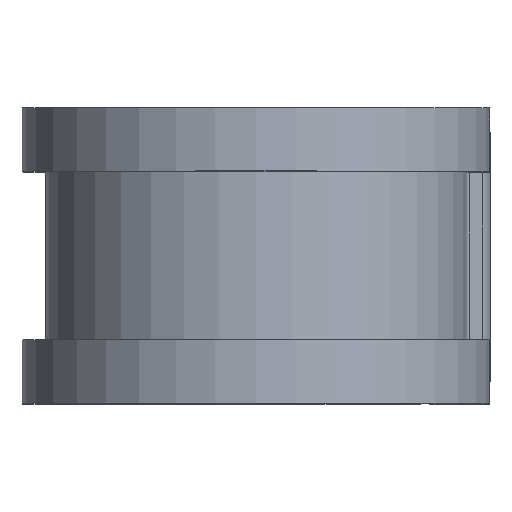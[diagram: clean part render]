
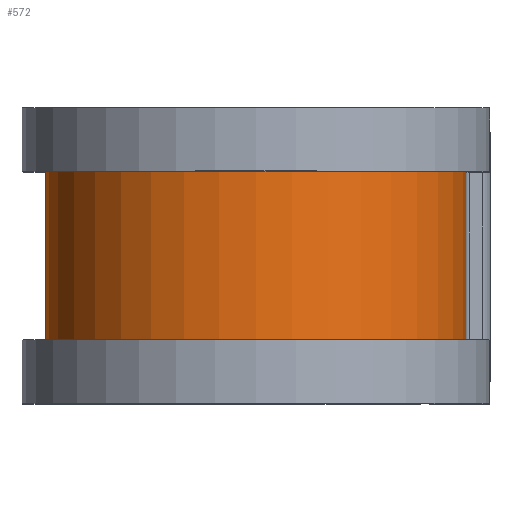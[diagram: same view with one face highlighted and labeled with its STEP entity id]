
A CAD part, top view. The second image highlights one B-rep face of the part: STEP entity #572.
In plain terms, the highlighted cylindrical face has radius 13.449 mm (diameter 26.899 mm), a partial arc.
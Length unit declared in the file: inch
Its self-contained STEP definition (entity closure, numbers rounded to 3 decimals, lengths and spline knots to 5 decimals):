
#73 = CARTESIAN_POINT ( 'NONE',  ( 0.5295, -0.2125, 0.875 ) ) ;
#95 = CARTESIAN_POINT ( 'NONE',  ( -0.5295, 0.3125, 0.875 ) ) ;
#103 = DIRECTION ( 'NONE',  ( 0., -1., 0. ) ) ;
#149 = AXIS2_PLACEMENT_3D ( 'NONE', #922, #1423, #420 ) ;
#173 = CARTESIAN_POINT ( 'NONE',  ( 0., -0.2125, 0.875 ) ) ;
#271 = CIRCLE ( 'NONE', #1740, 0.5295 ) ;
#335 = EDGE_CURVE ( 'NONE', #1549, #1672, #1422, .T. ) ;
#342 = DIRECTION ( 'NONE',  ( 0., 0., -1. ) ) ;
#420 = DIRECTION ( 'NONE',  ( 0., 0., -1. ) ) ;
#421 = CYLINDRICAL_SURFACE ( 'NONE', #149, 0.5295 ) ;
#484 = CARTESIAN_POINT ( 'NONE',  ( 0.5295, 0.2125, 0.875 ) ) ;
#511 = VECTOR ( 'NONE', #694, 39.37008 ) ;
#572 = ADVANCED_FACE ( 'NONE', ( #1313 ), #421, .T. ) ;
#694 = DIRECTION ( 'NONE',  ( 0., -1., 0. ) ) ;
#751 = LINE ( 'NONE', #95, #2066 ) ;
#816 = ORIENTED_EDGE ( 'NONE', *, *, #1789, .F. ) ;
#841 = ORIENTED_EDGE ( 'NONE', *, *, #335, .F. ) ;
#862 = CARTESIAN_POINT ( 'NONE',  ( 0.5295, 0.3125, 0.875 ) ) ;
#922 = CARTESIAN_POINT ( 'NONE',  ( 0., 0.3125, 0.875 ) ) ;
#941 = VERTEX_POINT ( 'NONE', #1847 ) ;
#999 = ORIENTED_EDGE ( 'NONE', *, *, #1131, .T. ) ;
#1098 = CARTESIAN_POINT ( 'NONE',  ( 0., 0.2125, 0.875 ) ) ;
#1131 = EDGE_CURVE ( 'NONE', #1549, #1250, #271, .T. ) ;
#1250 = VERTEX_POINT ( 'NONE', #1653 ) ;
#1269 = DIRECTION ( 'NONE',  ( 0., 0., -1. ) ) ;
#1304 = ORIENTED_EDGE ( 'NONE', *, *, #2093, .T. ) ;
#1313 = FACE_OUTER_BOUND ( 'NONE', #1877, .T. ) ;
#1349 = DIRECTION ( 'NONE',  ( 0., -1., 0. ) ) ;
#1422 = LINE ( 'NONE', #862, #511 ) ;
#1423 = DIRECTION ( 'NONE',  ( 0., -1., 0. ) ) ;
#1434 = DIRECTION ( 'NONE',  ( 0., -1., 0. ) ) ;
#1549 = VERTEX_POINT ( 'NONE', #484 ) ;
#1653 = CARTESIAN_POINT ( 'NONE',  ( -0.5295, 0.2125, 0.875 ) ) ;
#1672 = VERTEX_POINT ( 'NONE', #73 ) ;
#1740 = AXIS2_PLACEMENT_3D ( 'NONE', #1098, #103, #1269 ) ;
#1789 = EDGE_CURVE ( 'NONE', #1672, #941, #1826, .T. ) ;
#1826 = CIRCLE ( 'NONE', #1856, 0.5295 ) ;
#1847 = CARTESIAN_POINT ( 'NONE',  ( -0.5295, -0.2125, 0.875 ) ) ;
#1856 = AXIS2_PLACEMENT_3D ( 'NONE', #173, #1349, #342 ) ;
#1877 = EDGE_LOOP ( 'NONE', ( #841, #999, #1304, #816 ) ) ;
#2066 = VECTOR ( 'NONE', #1434, 39.37008 ) ;
#2093 = EDGE_CURVE ( 'NONE', #1250, #941, #751, .T. ) ;
